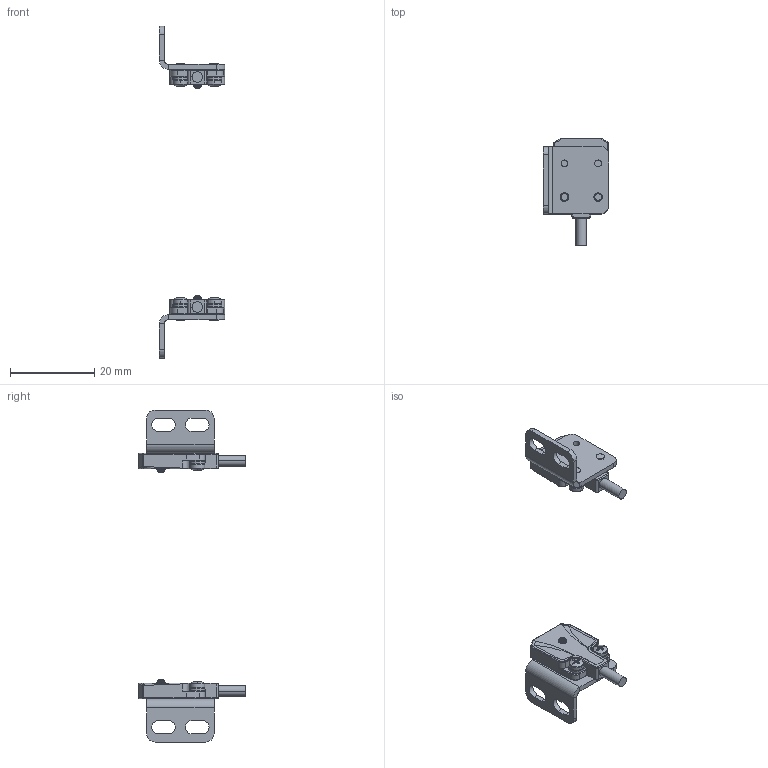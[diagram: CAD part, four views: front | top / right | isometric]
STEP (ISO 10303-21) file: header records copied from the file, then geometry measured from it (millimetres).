
FILE_DESCRIPTION (( 'STEP AP214' ), '1' );
FILE_NAME ('BTF1M-TDTL_BTF1M-TDTL-P_BTF1M-TDTD_BTF1M-TDTD-P.STEP', '2025-01-28T15:17:11', ( '' ), ( '' ), 'SwSTEP 2.0', 'SolidWorks 2024', '' );
FILE_SCHEMA (( 'AUTOMOTIVE_DESIGN' ));
Length unit declared in the file: inch
Products named in the file (3): BTF1M-TDTL_BTF1M-TDTL-P_BTF1M-TDTD_BTF1M-TDTD-P; RECIEVER; EMITTER
Assembly tree (2 placements, depth 2):
  BTF1M-TDTL_BTF1M-TDTL-P_BTF1M-TDTD_BTF1M-TDTD-P
    EMITTER
    RECIEVER
Bounding box: 15.5 x 25.5 x 78.8 mm (x, y, z)
Volume: 2423 mm3; surface area: 3490.4 mm2
Topology: 12 solids, 16 shells, 1218 faces, 2796 edges, 1600 vertices
Faces by surface type: cone 468, plane 332, cylinder 266, torus 60, bspline 60, sphere 32
Entity records: 35300 total; most frequent: CARTESIAN_POINT 7849, DIRECTION 5992, ORIENTED_EDGE 5512, EDGE_CURVE 2756, AXIS2_PLACEMENT_3D 2345, VERTEX_POINT 1600, VECTOR 1302, LINE 1302
